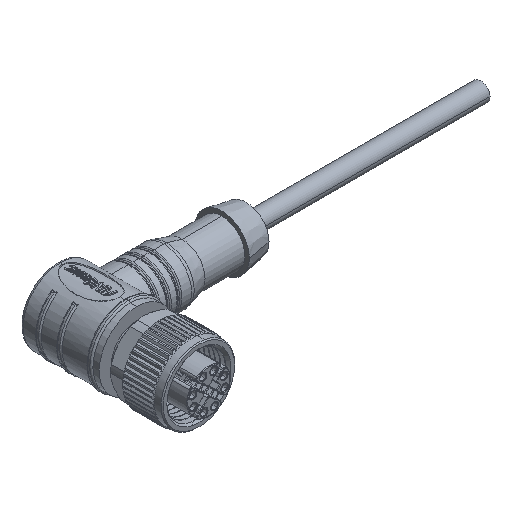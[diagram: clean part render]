
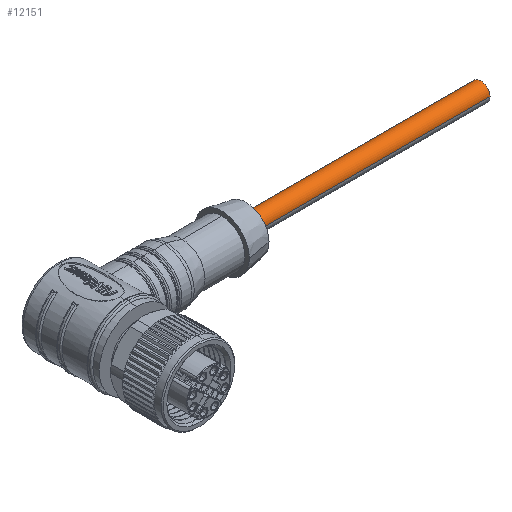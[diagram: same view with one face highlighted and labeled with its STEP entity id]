
A CAD part, isometric view. The second image highlights one B-rep face of the part: STEP entity #12151.
In plain terms, the highlighted cylindrical face has radius 1.75 mm (diameter 3.5 mm), a partial arc.
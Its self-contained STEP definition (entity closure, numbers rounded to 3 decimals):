
#6187 = CIRCLE ( 'NONE', #38045, 1.75 ) ;
#6710 = CARTESIAN_POINT ( 'NONE',  ( 37.656, 13.424, 82.8 ) ) ;
#7109 = VERTEX_POINT ( 'NONE', #66652 ) ;
#9803 = LINE ( 'NONE', #43097, #57220 ) ;
#10446 = CARTESIAN_POINT ( 'NONE',  ( -7.344, 13.424, 82.8 ) ) ;
#11932 = CARTESIAN_POINT ( 'NONE',  ( 37.656, 15.174, 82.8 ) ) ;
#12151 = ADVANCED_FACE ( 'NONE', ( #48964 ), #62698, .T. ) ;
#13503 = DIRECTION ( 'NONE',  ( 0., -1., 0. ) ) ;
#13984 = DIRECTION ( 'NONE',  ( -1., 0., 0. ) ) ;
#14611 = AXIS2_PLACEMENT_3D ( 'NONE', #6710, #53829, #13503 ) ;
#17228 = DIRECTION ( 'NONE',  ( 0., -1., 0. ) ) ;
#19029 = VECTOR ( 'NONE', #13984, 1000. ) ;
#20632 = DIRECTION ( 'NONE',  ( -1., 0., 0. ) ) ;
#22082 = VERTEX_POINT ( 'NONE', #25498 ) ;
#23963 = CARTESIAN_POINT ( 'NONE',  ( 37.656, 11.674, 82.8 ) ) ;
#25498 = CARTESIAN_POINT ( 'NONE',  ( -7.344, 11.674, 82.8 ) ) ;
#31105 = ORIENTED_EDGE ( 'NONE', *, *, #61824, .T. ) ;
#36326 = DIRECTION ( 'NONE',  ( -1., 0., 0. ) ) ;
#38045 = AXIS2_PLACEMENT_3D ( 'NONE', #10446, #57560, #17228 ) ;
#38152 = ORIENTED_EDGE ( 'NONE', *, *, #51203, .T. ) ;
#40274 = EDGE_CURVE ( 'NONE', #44960, #22082, #9803, .T. ) ;
#43097 = CARTESIAN_POINT ( 'NONE',  ( 37.656, 11.674, 82.8 ) ) ;
#44960 = VERTEX_POINT ( 'NONE', #23963 ) ;
#48964 = FACE_OUTER_BOUND ( 'NONE', #72815, .T. ) ;
#50934 = VERTEX_POINT ( 'NONE', #11932 ) ;
#51203 = EDGE_CURVE ( 'NONE', #50934, #7109, #70596, .T. ) ;
#53829 = DIRECTION ( 'NONE',  ( -1., 0., 0. ) ) ;
#54171 = EDGE_CURVE ( 'NONE', #7109, #22082, #6187, .T. ) ;
#54183 = DIRECTION ( 'NONE',  ( 0., -1., 0. ) ) ;
#57220 = VECTOR ( 'NONE', #36326, 1000. ) ;
#57560 = DIRECTION ( 'NONE',  ( 1., 0., 0. ) ) ;
#61086 = CARTESIAN_POINT ( 'NONE',  ( 37.656, 15.174, 82.8 ) ) ;
#61824 = EDGE_CURVE ( 'NONE', #44960, #50934, #73078, .T. ) ;
#62698 = CYLINDRICAL_SURFACE ( 'NONE', #85218, 1.75 ) ;
#66652 = CARTESIAN_POINT ( 'NONE',  ( -7.344, 15.174, 82.8 ) ) ;
#67714 = CARTESIAN_POINT ( 'NONE',  ( 37.656, 13.424, 82.8 ) ) ;
#69468 = ORIENTED_EDGE ( 'NONE', *, *, #40274, .F. ) ;
#70596 = LINE ( 'NONE', #61086, #19029 ) ;
#72815 = EDGE_LOOP ( 'NONE', ( #31105, #38152, #81240, #69468 ) ) ;
#73078 = CIRCLE ( 'NONE', #14611, 1.75 ) ;
#81240 = ORIENTED_EDGE ( 'NONE', *, *, #54171, .T. ) ;
#85218 = AXIS2_PLACEMENT_3D ( 'NONE', #67714, #20632, #54183 ) ;
